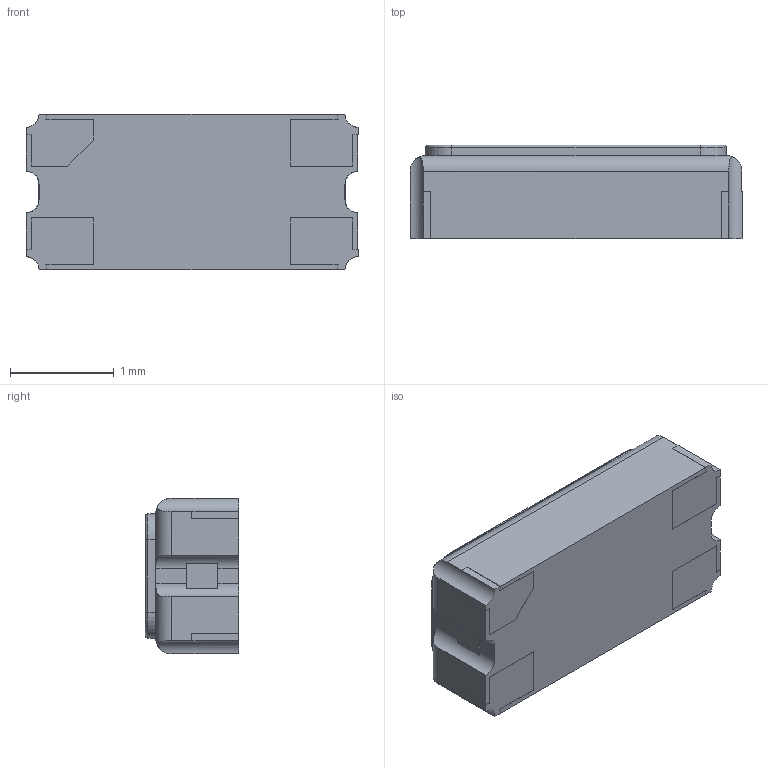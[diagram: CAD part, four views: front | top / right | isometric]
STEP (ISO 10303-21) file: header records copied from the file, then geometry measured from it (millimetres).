
FILE_DESCRIPTION (( 'STEP AP214' ), '1' );
FILE_NAME ('User Library-EPSON_SG-3030CM.STEP', '2019-01-23T05:17:35', ( '' ), ( '' ), 'SwSTEP 2.0', 'SolidWorks 2018', '' );
FILE_SCHEMA (( 'AUTOMOTIVE_DESIGN' ));
Length unit declared in the file: inch
Products named in the file (1): User Library-EPSON_SG-3030CM
Bounding box: 3.2 x 0.9 x 1.5 mm (x, y, z)
Volume: 4 mm3; surface area: 17.1 mm2
Topology: 1 solids, 1 shells, 247 faces, 664 edges, 436 vertices
Faces by surface type: plane 119, bspline 92, cylinder 32, torus 4
Entity records: 14720 total; most frequent: CARTESIAN_POINT 7720, ORIENTED_EDGE 1328, DIRECTION 848, EDGE_CURVE 664, VERTEX_POINT 436, VECTOR 392, LINE 392, EDGE_LOOP 264
